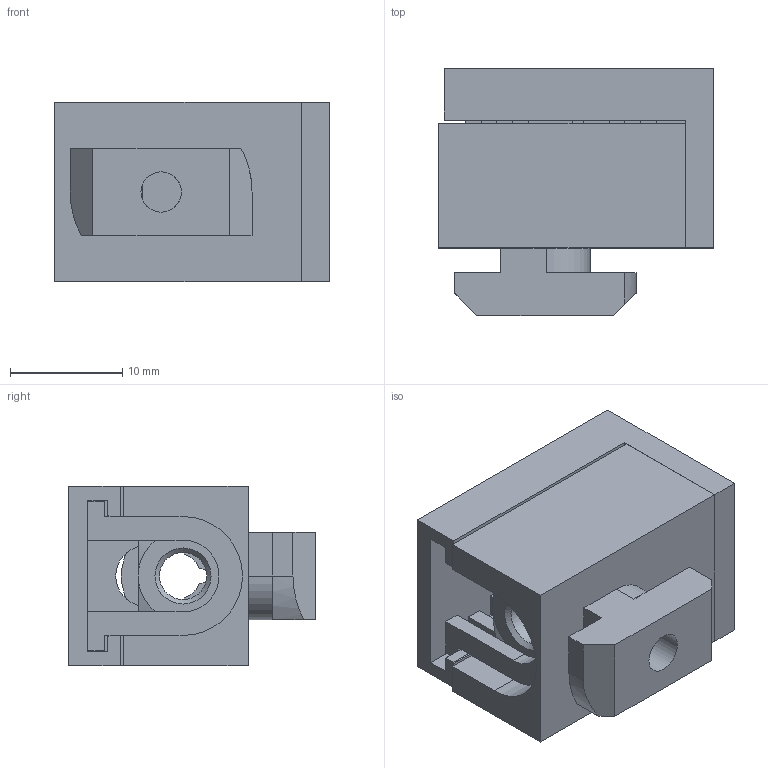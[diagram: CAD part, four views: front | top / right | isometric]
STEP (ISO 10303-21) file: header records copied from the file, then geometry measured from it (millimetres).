
FILE_DESCRIPTION(('FreeCAD Model'),'2;1');
FILE_NAME('Open CASCADE Shape Model','2024-03-19T12:37:08',(''),(''), 'Open CASCADE STEP processor 7.6','FreeCAD','Unknown');
FILE_SCHEMA(('AUTOMOTIVE_DESIGN { 1 0 10303 214 1 1 1 1 }'));
Length unit declared in the file: millimetre
Products named in the file (5): STB8-VARIO8; _094511M5CS1; _094511M5CS2; _094511M5CS4; _094511M5CS3
Assembly tree (4 placements, depth 2):
  STB8-VARIO8
    _094511M5CS1
    _094511M5CS2
    _094511M5CS4
    _094511M5CS3
Bounding box: 24.5 x 22 x 16 mm (x, y, z)
Volume: 4499.7 mm3; surface area: 5315.8 mm2
Topology: 4 solids, 4 shells, 154 faces, 427 edges, 282 vertices
Faces by surface type: plane 113, cylinder 31, cone 8, bspline 2
Full cylindrical faces by diameter (mm): 3.6 x1, 4.2 x1, 10 x1
Entity records: 11156 total; most frequent: CARTESIAN_POINT 2426, DIRECTION 1621, LINE 1079, VECTOR 1079, ORIENTED_EDGE 854, PCURVE 854, DEFINITIONAL_REPRESENTATION 854, EDGE_CURVE 427
